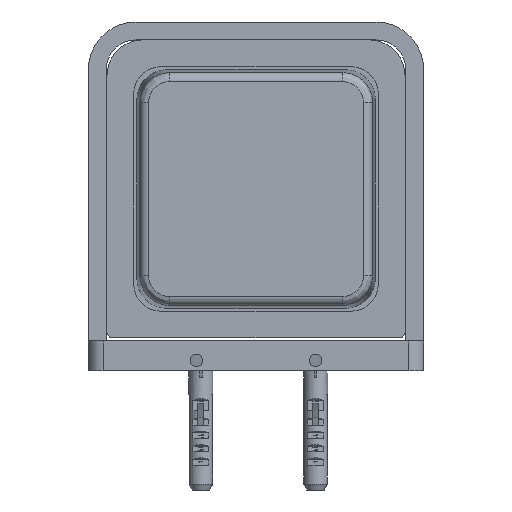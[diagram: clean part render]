
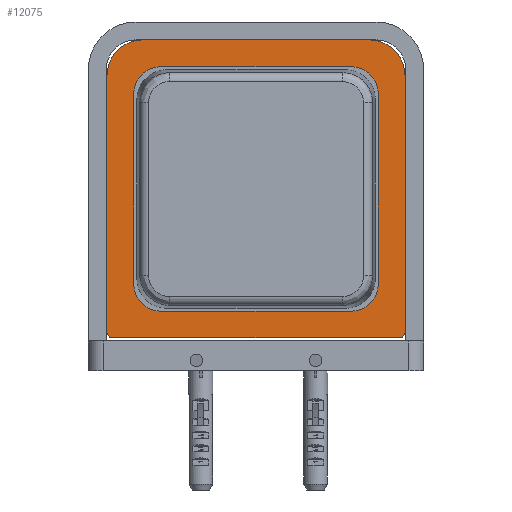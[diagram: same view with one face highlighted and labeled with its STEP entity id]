
A CAD part, front view. The second image highlights one B-rep face of the part: STEP entity #12075.
In plain terms, the highlighted planar face has unit normal (0, -1, 0).
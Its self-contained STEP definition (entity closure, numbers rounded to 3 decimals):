
#148=FACE_BOUND('',#1895,.T.);
#484=PLANE('',#12935);
#1167=FACE_OUTER_BOUND('',#1894,.T.);
#1894=EDGE_LOOP('',(#10719,#10720,#10721,#10722,#10723,#10724,#10725,#10726,
#10727,#10728,#10729,#10730,#10731,#10732,#10733,#10734));
#1895=EDGE_LOOP('',(#10735,#10736,#10737,#10738,#10739,#10740,#10741,#10742));
#2273=CIRCLE('',#12936,2.);
#2274=CIRCLE('',#12937,12.);
#2275=CIRCLE('',#12938,12.);
#2276=CIRCLE('',#12939,2.);
#2277=CIRCLE('',#12940,9.);
#2278=CIRCLE('',#12941,9.);
#2279=CIRCLE('',#12942,9.);
#2280=CIRCLE('',#12943,9.);
#3588=LINE('',#61694,#4532);
#3589=LINE('',#61696,#4533);
#3590=LINE('',#61698,#4534);
#3591=LINE('',#61700,#4535);
#3592=LINE('',#61702,#4536);
#3593=LINE('',#61706,#4537);
#3594=LINE('',#61710,#4538);
#3595=LINE('',#61712,#4539);
#3596=LINE('',#61714,#4540);
#3597=LINE('',#61716,#4541);
#3598=LINE('',#61718,#4542);
#3599=LINE('',#61721,#4543);
#3600=LINE('',#61724,#4544);
#3601=LINE('',#61728,#4545);
#3602=LINE('',#61732,#4546);
#3603=LINE('',#61736,#4547);
#4532=VECTOR('',#15332,18.);
#4533=VECTOR('',#15333,3.);
#4534=VECTOR('',#15334,40.);
#4535=VECTOR('',#15335,3.);
#4536=VECTOR('',#15336,28.);
#4537=VECTOR('',#15339,76.);
#4538=VECTOR('',#15342,28.);
#4539=VECTOR('',#15343,3.);
#4540=VECTOR('',#15344,40.);
#4541=VECTOR('',#15345,3.);
#4542=VECTOR('',#15346,18.);
#4543=VECTOR('',#15349,96.);
#4544=VECTOR('',#15350,64.);
#4545=VECTOR('',#15353,64.);
#4546=VECTOR('',#15356,64.);
#4547=VECTOR('',#15359,64.);
#5711=VERTEX_POINT('',#61690);
#5712=VERTEX_POINT('',#61691);
#5713=VERTEX_POINT('',#61693);
#5714=VERTEX_POINT('',#61695);
#5715=VERTEX_POINT('',#61697);
#5716=VERTEX_POINT('',#61699);
#5717=VERTEX_POINT('',#61701);
#5718=VERTEX_POINT('',#61703);
#5719=VERTEX_POINT('',#61705);
#5720=VERTEX_POINT('',#61707);
#5721=VERTEX_POINT('',#61709);
#5722=VERTEX_POINT('',#61711);
#5723=VERTEX_POINT('',#61713);
#5724=VERTEX_POINT('',#61715);
#5725=VERTEX_POINT('',#61717);
#5726=VERTEX_POINT('',#61719);
#5727=VERTEX_POINT('',#61722);
#5728=VERTEX_POINT('',#61723);
#5729=VERTEX_POINT('',#61725);
#5730=VERTEX_POINT('',#61727);
#5731=VERTEX_POINT('',#61729);
#5732=VERTEX_POINT('',#61731);
#5733=VERTEX_POINT('',#61733);
#5734=VERTEX_POINT('',#61735);
#7410=EDGE_CURVE('',#5711,#5712,#2273,.T.);
#7411=EDGE_CURVE('',#5713,#5712,#3588,.T.);
#7412=EDGE_CURVE('',#5714,#5713,#3589,.T.);
#7413=EDGE_CURVE('',#5715,#5714,#3590,.T.);
#7414=EDGE_CURVE('',#5716,#5715,#3591,.T.);
#7415=EDGE_CURVE('',#5717,#5716,#3592,.T.);
#7416=EDGE_CURVE('',#5717,#5718,#2274,.T.);
#7417=EDGE_CURVE('',#5719,#5718,#3593,.T.);
#7418=EDGE_CURVE('',#5719,#5720,#2275,.T.);
#7419=EDGE_CURVE('',#5721,#5720,#3594,.T.);
#7420=EDGE_CURVE('',#5721,#5722,#3595,.T.);
#7421=EDGE_CURVE('',#5722,#5723,#3596,.T.);
#7422=EDGE_CURVE('',#5723,#5724,#3597,.T.);
#7423=EDGE_CURVE('',#5725,#5724,#3598,.T.);
#7424=EDGE_CURVE('',#5725,#5726,#2276,.T.);
#7425=EDGE_CURVE('',#5711,#5726,#3599,.T.);
#7426=EDGE_CURVE('',#5727,#5728,#3600,.T.);
#7427=EDGE_CURVE('',#5728,#5729,#2277,.T.);
#7428=EDGE_CURVE('',#5729,#5730,#3601,.T.);
#7429=EDGE_CURVE('',#5730,#5731,#2278,.T.);
#7430=EDGE_CURVE('',#5731,#5732,#3602,.T.);
#7431=EDGE_CURVE('',#5732,#5733,#2279,.T.);
#7432=EDGE_CURVE('',#5733,#5734,#3603,.T.);
#7433=EDGE_CURVE('',#5734,#5727,#2280,.T.);
#10719=ORIENTED_EDGE('',*,*,#7410,.T.);
#10720=ORIENTED_EDGE('',*,*,#7411,.F.);
#10721=ORIENTED_EDGE('',*,*,#7412,.F.);
#10722=ORIENTED_EDGE('',*,*,#7413,.F.);
#10723=ORIENTED_EDGE('',*,*,#7414,.F.);
#10724=ORIENTED_EDGE('',*,*,#7415,.F.);
#10725=ORIENTED_EDGE('',*,*,#7416,.T.);
#10726=ORIENTED_EDGE('',*,*,#7417,.F.);
#10727=ORIENTED_EDGE('',*,*,#7418,.T.);
#10728=ORIENTED_EDGE('',*,*,#7419,.F.);
#10729=ORIENTED_EDGE('',*,*,#7420,.T.);
#10730=ORIENTED_EDGE('',*,*,#7421,.T.);
#10731=ORIENTED_EDGE('',*,*,#7422,.T.);
#10732=ORIENTED_EDGE('',*,*,#7423,.F.);
#10733=ORIENTED_EDGE('',*,*,#7424,.T.);
#10734=ORIENTED_EDGE('',*,*,#7425,.F.);
#10735=ORIENTED_EDGE('',*,*,#7426,.T.);
#10736=ORIENTED_EDGE('',*,*,#7427,.T.);
#10737=ORIENTED_EDGE('',*,*,#7428,.T.);
#10738=ORIENTED_EDGE('',*,*,#7429,.T.);
#10739=ORIENTED_EDGE('',*,*,#7430,.T.);
#10740=ORIENTED_EDGE('',*,*,#7431,.T.);
#10741=ORIENTED_EDGE('',*,*,#7432,.T.);
#10742=ORIENTED_EDGE('',*,*,#7433,.T.);
#12075=ADVANCED_FACE('',(#1167,#148),#484,.F.);
#12935=AXIS2_PLACEMENT_3D('',#61689,#15328,#15329);
#12936=AXIS2_PLACEMENT_3D('',#61692,#15330,#15331);
#12937=AXIS2_PLACEMENT_3D('',#61704,#15337,#15338);
#12938=AXIS2_PLACEMENT_3D('',#61708,#15340,#15341);
#12939=AXIS2_PLACEMENT_3D('',#61720,#15347,#15348);
#12940=AXIS2_PLACEMENT_3D('',#61726,#15351,#15352);
#12941=AXIS2_PLACEMENT_3D('',#61730,#15354,#15355);
#12942=AXIS2_PLACEMENT_3D('',#61734,#15357,#15358);
#12943=AXIS2_PLACEMENT_3D('',#61737,#15360,#15361);
#15328=DIRECTION('center_axis',(0.,1.,0.));
#15329=DIRECTION('ref_axis',(1.,0.,0.));
#15330=DIRECTION('center_axis',(0.,-1.,0.));
#15331=DIRECTION('ref_axis',(0.,0.,
-1.));
#15332=DIRECTION('',(0.,0.,-1.));
#15333=DIRECTION('',(-1.,0.,0.));
#15334=DIRECTION('',(0.,0.,-1.));
#15335=DIRECTION('',(1.,0.,0.));
#15336=DIRECTION('',(0.,0.,-1.));
#15337=DIRECTION('center_axis',(0.,-1.,0.));
#15338=DIRECTION('ref_axis',(1.,0.,0.));
#15339=DIRECTION('',(1.,0.,0.));
#15340=DIRECTION('center_axis',(0.,-1.,0.));
#15341=DIRECTION('ref_axis',(0.,0.,
1.));
#15342=DIRECTION('',(0.,0.,1.));
#15343=DIRECTION('',(-1.,0.,0.));
#15344=DIRECTION('',(0.,0.,-1.));
#15345=DIRECTION('',(1.,0.,0.));
#15346=DIRECTION('',(0.,0.,1.));
#15347=DIRECTION('center_axis',(0.,-1.,0.));
#15348=DIRECTION('ref_axis',(-1.,0.,0.));
#15349=DIRECTION('',(-1.,0.,0.));
#15350=DIRECTION('',(-1.,0.,0.));
#15351=DIRECTION('center_axis',(0.,1.,0.));
#15352=DIRECTION('ref_axis',(0.,0.,
-1.));
#15353=DIRECTION('',(0.,0.,1.));
#15354=DIRECTION('center_axis',(0.,1.,0.));
#15355=DIRECTION('ref_axis',(-1.,0.,0.));
#15356=DIRECTION('',(1.,0.,0.));
#15357=DIRECTION('center_axis',(0.,1.,0.));
#15358=DIRECTION('ref_axis',(0.,0.,
1.));
#15359=DIRECTION('',(0.,0.,-1.));
#15360=DIRECTION('center_axis',(0.,1.,0.));
#15361=DIRECTION('ref_axis',(1.,0.,0.));
#61689=CARTESIAN_POINT('Origin',(0.,-204.,467.5));
#61690=CARTESIAN_POINT('',(48.,-204.,417.5));
#61691=CARTESIAN_POINT('',(50.,-204.,419.5));
#61692=CARTESIAN_POINT('Origin',(48.,-204.,419.5));
#61693=CARTESIAN_POINT('',(50.,-204.,437.5));
#61694=CARTESIAN_POINT('',(50.,-204.,437.5));
#61695=CARTESIAN_POINT('',(53.,-204.,437.5));
#61696=CARTESIAN_POINT('',(53.,-204.,437.5));
#61697=CARTESIAN_POINT('',(53.,-204.,477.5));
#61698=CARTESIAN_POINT('',(53.,-204.,477.5));
#61699=CARTESIAN_POINT('',(50.,-204.,477.5));
#61700=CARTESIAN_POINT('',(50.,-204.,477.5));
#61701=CARTESIAN_POINT('',(50.,-204.,505.5));
#61702=CARTESIAN_POINT('',(50.,-204.,505.5));
#61703=CARTESIAN_POINT('',(38.,-204.,517.5));
#61704=CARTESIAN_POINT('Origin',(38.,-204.,505.5));
#61705=CARTESIAN_POINT('',(-38.,-204.,517.5));
#61706=CARTESIAN_POINT('',(-38.,-204.,517.5));
#61707=CARTESIAN_POINT('',(-50.,-204.,505.5));
#61708=CARTESIAN_POINT('Origin',(-38.,-204.,505.5));
#61709=CARTESIAN_POINT('',(-50.,-204.,477.5));
#61710=CARTESIAN_POINT('',(-50.,-204.,477.5));
#61711=CARTESIAN_POINT('',(-53.,-204.,477.5));
#61712=CARTESIAN_POINT('',(-50.,-204.,477.5));
#61713=CARTESIAN_POINT('',(-53.,-204.,437.5));
#61714=CARTESIAN_POINT('',(-53.,-204.,477.5));
#61715=CARTESIAN_POINT('',(-50.,-204.,437.5));
#61716=CARTESIAN_POINT('',(-53.,-204.,437.5));
#61717=CARTESIAN_POINT('',(-50.,-204.,419.5));
#61718=CARTESIAN_POINT('',(-50.,-204.,419.5));
#61719=CARTESIAN_POINT('',(-48.,-204.,417.5));
#61720=CARTESIAN_POINT('Origin',(-48.,-204.,419.5));
#61721=CARTESIAN_POINT('',(48.,-204.,417.5));
#61722=CARTESIAN_POINT('',(32.,-204.,426.5));
#61723=CARTESIAN_POINT('',(-32.,-204.,426.5));
#61724=CARTESIAN_POINT('',(32.,-204.,426.5));
#61725=CARTESIAN_POINT('',(-41.,-204.,435.5));
#61726=CARTESIAN_POINT('Origin',(-32.,-204.,435.5));
#61727=CARTESIAN_POINT('',(-41.,-204.,499.5));
#61728=CARTESIAN_POINT('',(-41.,-204.,435.5));
#61729=CARTESIAN_POINT('',(-32.,-204.,508.5));
#61730=CARTESIAN_POINT('Origin',(-32.,-204.,499.5));
#61731=CARTESIAN_POINT('',(32.,-204.,508.5));
#61732=CARTESIAN_POINT('',(-32.,-204.,508.5));
#61733=CARTESIAN_POINT('',(41.,-204.,499.5));
#61734=CARTESIAN_POINT('Origin',(32.,-204.,499.5));
#61735=CARTESIAN_POINT('',(41.,-204.,435.5));
#61736=CARTESIAN_POINT('',(41.,-204.,499.5));
#61737=CARTESIAN_POINT('Origin',(32.,-204.,435.5));
